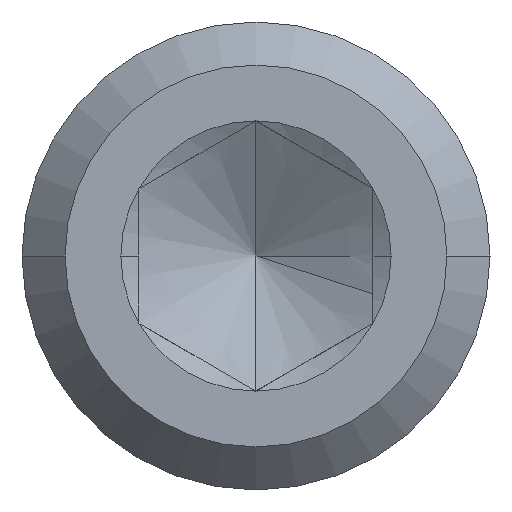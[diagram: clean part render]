
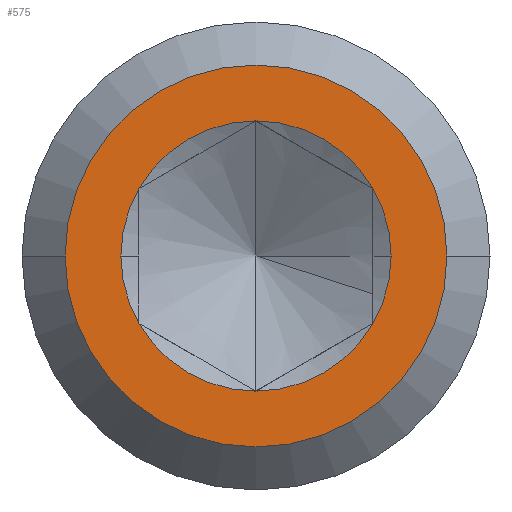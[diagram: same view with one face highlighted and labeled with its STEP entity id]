
A CAD part, left-side view. The second image highlights one B-rep face of the part: STEP entity #575.
In plain terms, the highlighted planar face has unit normal (-1, 0, 0).
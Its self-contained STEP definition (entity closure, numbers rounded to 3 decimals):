
#103=CARTESIAN_POINT('',(0.,-2.5,1.443));
#104=VERTEX_POINT('',#103);
#113=CARTESIAN_POINT('',(0.,-2.887,0.));
#114=VERTEX_POINT('',#113);
#121=CARTESIAN_POINT('',(-0.,-0.,0.));
#122=DIRECTION('',(1.,0.,0.));
#123=DIRECTION('',(0.,-1.,0.));
#124=AXIS2_PLACEMENT_3D('',#121,#122,#123);
#125=CIRCLE('',#124,2.887);
#126=EDGE_CURVE('',#104,#114,#125,.T.);
#136=CARTESIAN_POINT('',(0.,4.08,-0.));
#137=VERTEX_POINT('',#136);
#138=CARTESIAN_POINT('',(0.,-4.08,0.));
#139=VERTEX_POINT('',#138);
#140=CARTESIAN_POINT('',(-0.,0.,0.));
#141=DIRECTION('',(1.,-0.,0.));
#142=DIRECTION('',(0.,1.,0.));
#143=AXIS2_PLACEMENT_3D('',#140,#141,#142);
#144=CIRCLE('',#143,4.08);
#145=EDGE_CURVE('',#137,#139,#144,.T.);
#324=CARTESIAN_POINT('',(-0.,2.5,-1.443));
#325=VERTEX_POINT('',#324);
#333=CARTESIAN_POINT('',(0.,2.5,1.443));
#334=VERTEX_POINT('',#333);
#363=CARTESIAN_POINT('',(0.,0.,-2.887));
#364=VERTEX_POINT('',#363);
#387=CARTESIAN_POINT('',(0.,-2.5,-1.443));
#388=VERTEX_POINT('',#387);
#434=CARTESIAN_POINT('',(0.,-0.,2.887));
#435=VERTEX_POINT('',#434);
#500=CARTESIAN_POINT('',(-0.,0.,0.));
#501=DIRECTION('',(1.,-0.,0.));
#502=DIRECTION('',(0.,1.,0.));
#503=AXIS2_PLACEMENT_3D('',#500,#501,#502);
#504=CIRCLE('',#503,4.08);
#505=EDGE_CURVE('',#139,#137,#504,.T.);
#512=CARTESIAN_POINT('',(-0.,0.,0.));
#513=DIRECTION('',(1.,-0.,0.));
#514=DIRECTION('',(-0.,-1.,0.));
#515=AXIS2_PLACEMENT_3D('',#512,#513,#514);
#516=PLANE('',#515);
#517=CARTESIAN_POINT('',(-0.,2.887,0.));
#518=VERTEX_POINT('',#517);
#519=CARTESIAN_POINT('',(-0.,-0.,0.));
#520=DIRECTION('',(1.,0.,-0.));
#521=DIRECTION('',(0.,-1.,0.));
#522=AXIS2_PLACEMENT_3D('',#519,#520,#521);
#523=CIRCLE('',#522,2.887);
#524=EDGE_CURVE('',#325,#518,#523,.T.);
#525=ORIENTED_EDGE('',*,*,#524,.T.);
#526=CARTESIAN_POINT('',(-0.,-0.,0.));
#527=DIRECTION('',(1.,0.,-0.));
#528=DIRECTION('',(0.,-1.,0.));
#529=AXIS2_PLACEMENT_3D('',#526,#527,#528);
#530=CIRCLE('',#529,2.887);
#531=EDGE_CURVE('',#518,#334,#530,.T.);
#532=ORIENTED_EDGE('',*,*,#531,.T.);
#533=CARTESIAN_POINT('',(-0.,-0.,0.));
#534=DIRECTION('',(1.,0.,-0.));
#535=DIRECTION('',(0.,-1.,0.));
#536=AXIS2_PLACEMENT_3D('',#533,#534,#535);
#537=CIRCLE('',#536,2.887);
#538=EDGE_CURVE('',#334,#435,#537,.T.);
#539=ORIENTED_EDGE('',*,*,#538,.T.);
#540=CARTESIAN_POINT('',(-0.,-0.,0.));
#541=DIRECTION('',(1.,0.,-0.));
#542=DIRECTION('',(0.,-1.,0.));
#543=AXIS2_PLACEMENT_3D('',#540,#541,#542);
#544=CIRCLE('',#543,2.887);
#545=EDGE_CURVE('',#435,#104,#544,.T.);
#546=ORIENTED_EDGE('',*,*,#545,.T.);
#547=ORIENTED_EDGE('',*,*,#126,.T.);
#548=CARTESIAN_POINT('',(-0.,-0.,0.));
#549=DIRECTION('',(1.,0.,-0.));
#550=DIRECTION('',(0.,-1.,0.));
#551=AXIS2_PLACEMENT_3D('',#548,#549,#550);
#552=CIRCLE('',#551,2.887);
#553=EDGE_CURVE('',#114,#388,#552,.T.);
#554=ORIENTED_EDGE('',*,*,#553,.T.);
#555=CARTESIAN_POINT('',(-0.,-0.,0.));
#556=DIRECTION('',(1.,0.,-0.));
#557=DIRECTION('',(0.,-1.,0.));
#558=AXIS2_PLACEMENT_3D('',#555,#556,#557);
#559=CIRCLE('',#558,2.887);
#560=EDGE_CURVE('',#388,#364,#559,.T.);
#561=ORIENTED_EDGE('',*,*,#560,.T.);
#562=CARTESIAN_POINT('',(-0.,-0.,0.));
#563=DIRECTION('',(1.,0.,-0.));
#564=DIRECTION('',(0.,-1.,0.));
#565=AXIS2_PLACEMENT_3D('',#562,#563,#564);
#566=CIRCLE('',#565,2.887);
#567=EDGE_CURVE('',#364,#325,#566,.T.);
#568=ORIENTED_EDGE('',*,*,#567,.T.);
#569=EDGE_LOOP('',(#525,#532,#539,#546,#547,#554,#561,#568));
#570=FACE_BOUND('',#569,.T.);
#571=ORIENTED_EDGE('',*,*,#145,.F.);
#572=ORIENTED_EDGE('',*,*,#505,.F.);
#573=EDGE_LOOP('',(#571,#572));
#574=FACE_BOUND('',#573,.T.);
#575=ADVANCED_FACE('NONE',(#570,#574),#516,.F.);
